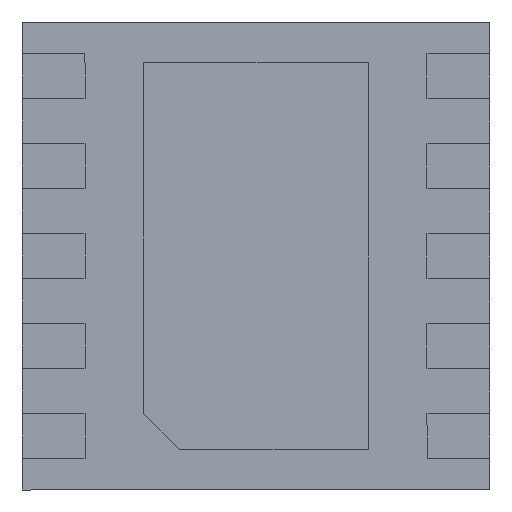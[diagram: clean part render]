
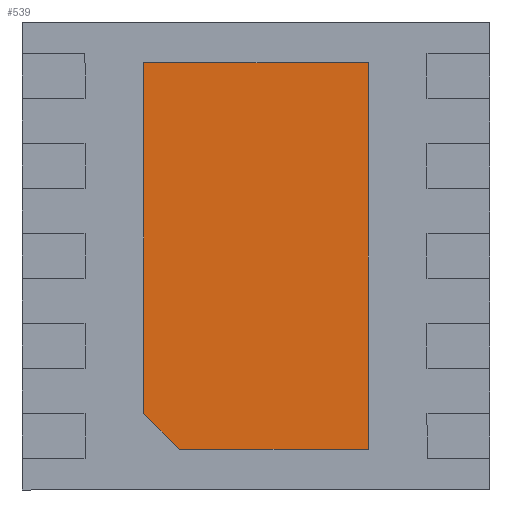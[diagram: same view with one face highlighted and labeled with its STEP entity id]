
A CAD part, front view. The second image highlights one B-rep face of the part: STEP entity #539.
In plain terms, the highlighted planar face has unit normal (0, -1, 0).
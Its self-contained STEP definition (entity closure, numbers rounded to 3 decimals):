
#224 = EDGE_LOOP ( 'NONE', ( #3246, #384, #1716, #290, #1037 ) ) ;
#229 = CARTESIAN_POINT ( 'NONE',  ( 0.625, 0., 1.075 ) ) ;
#290 = ORIENTED_EDGE ( 'NONE', *, *, #2973, .T. ) ;
#384 = ORIENTED_EDGE ( 'NONE', *, *, #3421, .T. ) ;
#539 = ADVANCED_FACE ( 'NONE', ( #1585 ), #3625, .T. ) ;
#557 = VECTOR ( 'NONE', #1489, 1000. ) ;
#573 = VERTEX_POINT ( 'NONE', #1630 ) ;
#858 = VERTEX_POINT ( 'NONE', #1942 ) ;
#971 = EDGE_CURVE ( 'NONE', #1613, #2198, #1926, .T. ) ;
#1008 = DIRECTION ( 'NONE',  ( 0.707, 0., -0.707 ) ) ;
#1012 = DIRECTION ( 'NONE',  ( 0., -1., 0. ) ) ;
#1037 = ORIENTED_EDGE ( 'NONE', *, *, #3504, .T. ) ;
#1109 = DIRECTION ( 'NONE',  ( 1., 0., 0. ) ) ;
#1140 = CARTESIAN_POINT ( 'NONE',  ( -0.625, 0., 1.075 ) ) ;
#1245 = LINE ( 'NONE', #2185, #3637 ) ;
#1264 = DIRECTION ( 'NONE',  ( 0., 0., 1. ) ) ;
#1316 = DIRECTION ( 'NONE',  ( 1., 0., 0. ) ) ;
#1421 = EDGE_CURVE ( 'NONE', #858, #2786, #1245, .T. ) ;
#1433 = LINE ( 'NONE', #2388, #557 ) ;
#1489 = DIRECTION ( 'NONE',  ( 0., 0., -1. ) ) ;
#1585 = FACE_OUTER_BOUND ( 'NONE', #224, .T. ) ;
#1613 = VERTEX_POINT ( 'NONE', #229 ) ;
#1630 = CARTESIAN_POINT ( 'NONE',  ( 0.625, 0., -1.075 ) ) ;
#1693 = VECTOR ( 'NONE', #1109, 1000. ) ;
#1716 = ORIENTED_EDGE ( 'NONE', *, *, #1421, .T. ) ;
#1723 = AXIS2_PLACEMENT_3D ( 'NONE', #3326, #1012, #1316 ) ;
#1926 = LINE ( 'NONE', #2913, #2672 ) ;
#1942 = CARTESIAN_POINT ( 'NONE',  ( -0.625, 0., -0.875 ) ) ;
#2172 = CARTESIAN_POINT ( 'NONE',  ( 0.625, 0., 1.075 ) ) ;
#2185 = CARTESIAN_POINT ( 'NONE',  ( -0.625, 0., -0.875 ) ) ;
#2198 = VERTEX_POINT ( 'NONE', #1140 ) ;
#2310 = CARTESIAN_POINT ( 'NONE',  ( 0.625, 0., -1.075 ) ) ;
#2388 = CARTESIAN_POINT ( 'NONE',  ( -0.625, 0., 1.075 ) ) ;
#2444 = LINE ( 'NONE', #2310, #1693 ) ;
#2658 = LINE ( 'NONE', #2172, #2968 ) ;
#2672 = VECTOR ( 'NONE', #3162, 1000. ) ;
#2786 = VERTEX_POINT ( 'NONE', #3341 ) ;
#2913 = CARTESIAN_POINT ( 'NONE',  ( 0.625, 0., 1.075 ) ) ;
#2968 = VECTOR ( 'NONE', #1264, 1000. ) ;
#2973 = EDGE_CURVE ( 'NONE', #2786, #573, #2444, .T. ) ;
#3162 = DIRECTION ( 'NONE',  ( -1., 0., 0. ) ) ;
#3246 = ORIENTED_EDGE ( 'NONE', *, *, #971, .T. ) ;
#3326 = CARTESIAN_POINT ( 'NONE',  ( 0., 0., 0. ) ) ;
#3341 = CARTESIAN_POINT ( 'NONE',  ( -0.425, 0., -1.075 ) ) ;
#3421 = EDGE_CURVE ( 'NONE', #2198, #858, #1433, .T. ) ;
#3504 = EDGE_CURVE ( 'NONE', #573, #1613, #2658, .T. ) ;
#3625 = PLANE ( 'NONE',  #1723 ) ;
#3637 = VECTOR ( 'NONE', #1008, 1000. ) ;
